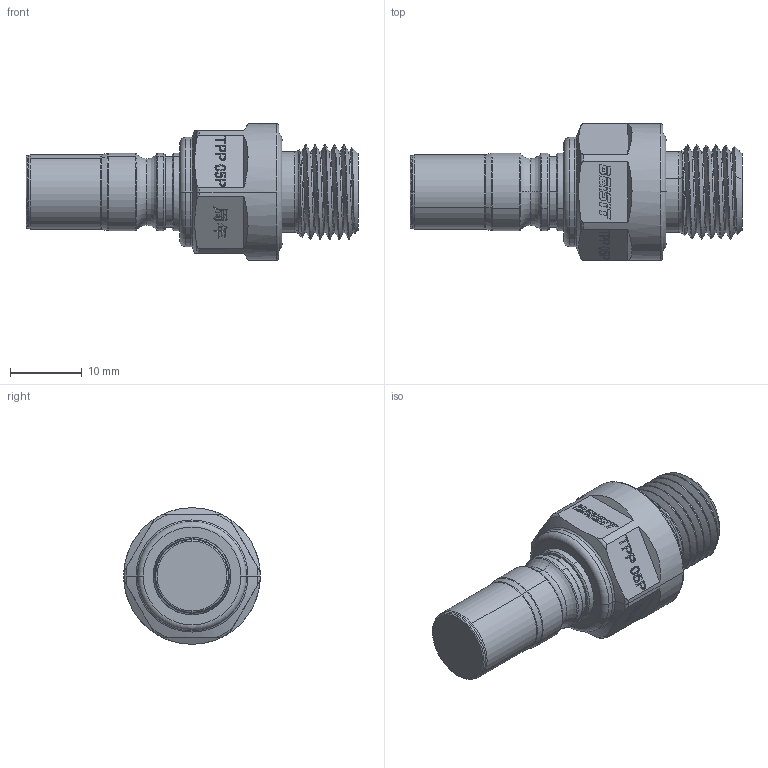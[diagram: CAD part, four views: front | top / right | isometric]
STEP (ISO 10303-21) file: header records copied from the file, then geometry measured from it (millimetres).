
FILE_DESCRIPTION (( 'STEP AP203' ), '1' );
FILE_NAME ('TPP 05P G14M.STEP', '2025-01-21T00:57:35', ( 'Windows 蚚誧' ), ( '' ), 'SwSTEP 2.0', 'SolidWorks 2023', '' );
FILE_SCHEMA (( 'CONFIG_CONTROL_DESIGN' ));
Length unit declared in the file: millimetre
Products named in the file (1): TPP 05P G14M
Bounding box: 46.2 x 19 x 19 mm (x, y, z)
Volume: 6505.7 mm3; surface area: 2660.4 mm2
Topology: 1 solids, 1 shells, 362 faces, 960 edges, 634 vertices
Faces by surface type: plane 188, bspline 72, cylinder 54, torus 33, cone 15
Entity records: 14863 total; most frequent: CARTESIAN_POINT 6677, ORIENTED_EDGE 1920, DIRECTION 1288, EDGE_CURVE 960, VERTEX_POINT 634, AXIS2_PLACEMENT_3D 455, B_SPLINE_CURVE_WITH_KNOTS 412, EDGE_LOOP 396
